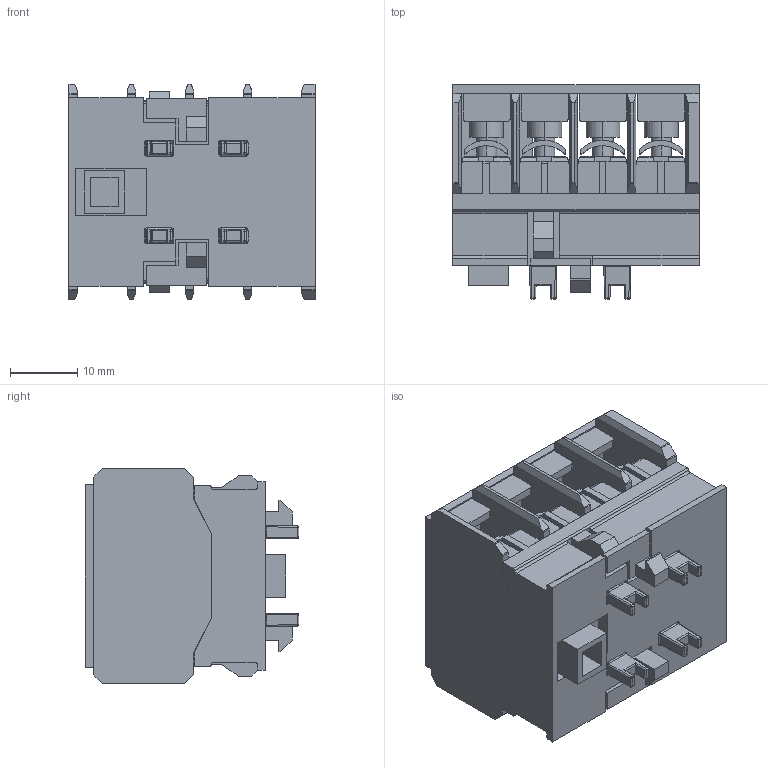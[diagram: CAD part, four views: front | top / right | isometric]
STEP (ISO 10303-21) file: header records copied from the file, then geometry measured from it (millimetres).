
FILE_DESCRIPTION (( 'STEP AP214' ), '1' );
FILE_NAME ('BFC025-02.STEP', '2014-02-03T12:40:49', ( '' ), ( '' ), 'SwSTEP 2.0', 'SolidWorks 2013', '' );
FILE_SCHEMA (( 'AUTOMOTIVE_DESIGN' ));
Length unit declared in the file: millimetre
Products named in the file (1): BFC025-02
Bounding box: 36.5 x 31.73 x 32 mm (x, y, z)
Volume: 26221.7 mm3; surface area: 23936.8 mm2
Topology: 24 solids, 24 shells, 1105 faces, 2916 edges, 1866 vertices
Faces by surface type: plane 763, cylinder 278, bspline 32, sphere 32
Entity records: 44457 total; most frequent: CARTESIAN_POINT 7344, ORIENTED_EDGE 5768, DIRECTION 5318, EDGE_CURVE 2884, VECTOR 2258, LINE 2258, VERTEX_POINT 1866, AXIS2_PLACEMENT_3D 1530
